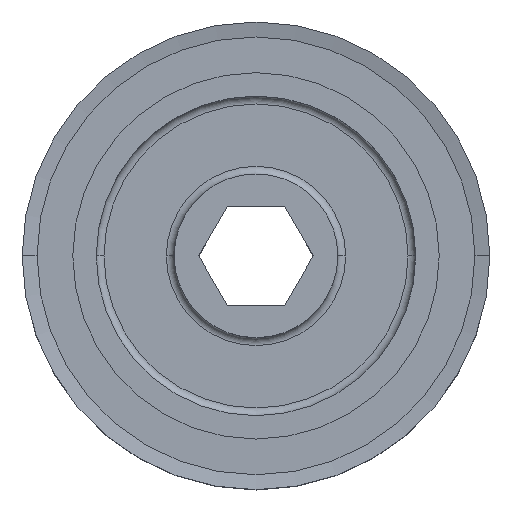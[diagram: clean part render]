
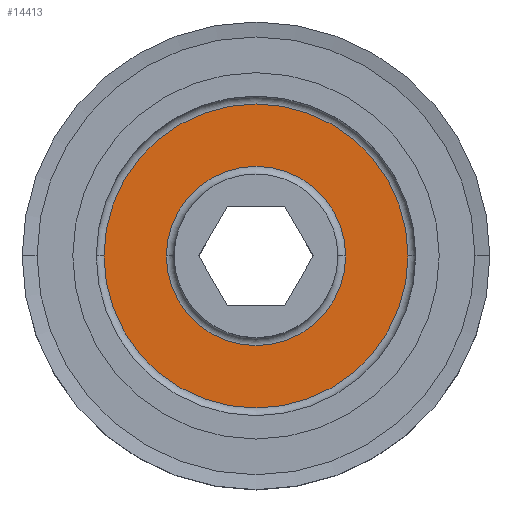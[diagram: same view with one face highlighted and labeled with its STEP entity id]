
A CAD part, top view. The second image highlights one B-rep face of the part: STEP entity #14413.
In plain terms, the highlighted planar face has unit normal (0, 0, 1).
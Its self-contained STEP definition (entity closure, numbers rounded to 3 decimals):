
#240 = CIRCLE ( 'NONE', #13513, 19.5 ) ;
#579 = EDGE_CURVE ( 'NONE', #6340, #7698, #9647, .T. ) ;
#739 = DIRECTION ( 'NONE',  ( 0., 0., 1. ) ) ;
#1160 = EDGE_CURVE ( 'NONE', #2597, #7513, #3737, .T. ) ;
#1331 = DIRECTION ( 'NONE',  ( 0., 0., -1. ) ) ;
#1955 = CARTESIAN_POINT ( 'NONE',  ( 11.5, 0., 1.5 ) ) ;
#2597 = VERTEX_POINT ( 'NONE', #15970 ) ;
#3173 = ORIENTED_EDGE ( 'NONE', *, *, #9442, .T. ) ;
#3344 = EDGE_LOOP ( 'NONE', ( #3173, #10309 ) ) ;
#3386 = ORIENTED_EDGE ( 'NONE', *, *, #579, .T. ) ;
#3737 = CIRCLE ( 'NONE', #8824, 19.5 ) ;
#4688 = DIRECTION ( 'NONE',  ( 0., 0., 1. ) ) ;
#6340 = VERTEX_POINT ( 'NONE', #1955 ) ;
#6396 = PLANE ( 'NONE',  #9872 ) ;
#6702 = FACE_OUTER_BOUND ( 'NONE', #3344, .T. ) ;
#7513 = VERTEX_POINT ( 'NONE', #14337 ) ;
#7698 = VERTEX_POINT ( 'NONE', #14905 ) ;
#8824 = AXIS2_PLACEMENT_3D ( 'NONE', #19550, #9971, #21185 ) ;
#9442 = EDGE_CURVE ( 'NONE', #7513, #2597, #240, .T. ) ;
#9647 = CIRCLE ( 'NONE', #20300, 11.5 ) ;
#9872 = AXIS2_PLACEMENT_3D ( 'NONE', #14272, #4688, #12999 ) ;
#9971 = DIRECTION ( 'NONE',  ( 0., 0., 1. ) ) ;
#10309 = ORIENTED_EDGE ( 'NONE', *, *, #1160, .T. ) ;
#10998 = FACE_BOUND ( 'NONE', #16523, .T. ) ;
#12733 = DIRECTION ( 'NONE',  ( 1., 0., 0. ) ) ;
#12999 = DIRECTION ( 'NONE',  ( 1., 0., 0. ) ) ;
#13513 = AXIS2_PLACEMENT_3D ( 'NONE', #15425, #739, #18591 ) ;
#14272 = CARTESIAN_POINT ( 'NONE',  ( 0., 0., 1.5 ) ) ;
#14288 = CARTESIAN_POINT ( 'NONE',  ( 0., 0., 1.5 ) ) ;
#14337 = CARTESIAN_POINT ( 'NONE',  ( 19.5, 0., 1.5 ) ) ;
#14413 = ADVANCED_FACE ( 'NONE', ( #10998, #6702 ), #6396, .T. ) ;
#14905 = CARTESIAN_POINT ( 'NONE',  ( -11.5, 0., 1.5 ) ) ;
#15048 = CIRCLE ( 'NONE', #15188, 11.5 ) ;
#15188 = AXIS2_PLACEMENT_3D ( 'NONE', #16178, #20743, #20963 ) ;
#15340 = EDGE_CURVE ( 'NONE', #7698, #6340, #15048, .T. ) ;
#15425 = CARTESIAN_POINT ( 'NONE',  ( 0., 0., 1.5 ) ) ;
#15970 = CARTESIAN_POINT ( 'NONE',  ( -19.5, 0., 1.5 ) ) ;
#16178 = CARTESIAN_POINT ( 'NONE',  ( 0., 0., 1.5 ) ) ;
#16523 = EDGE_LOOP ( 'NONE', ( #3386, #17825 ) ) ;
#17825 = ORIENTED_EDGE ( 'NONE', *, *, #15340, .T. ) ;
#18591 = DIRECTION ( 'NONE',  ( 1., 0., 0. ) ) ;
#19550 = CARTESIAN_POINT ( 'NONE',  ( 0., 0., 1.5 ) ) ;
#20300 = AXIS2_PLACEMENT_3D ( 'NONE', #14288, #1331, #12733 ) ;
#20743 = DIRECTION ( 'NONE',  ( 0., 0., -1. ) ) ;
#20963 = DIRECTION ( 'NONE',  ( 1., 0., 0. ) ) ;
#21185 = DIRECTION ( 'NONE',  ( 1., 0., 0. ) ) ;
